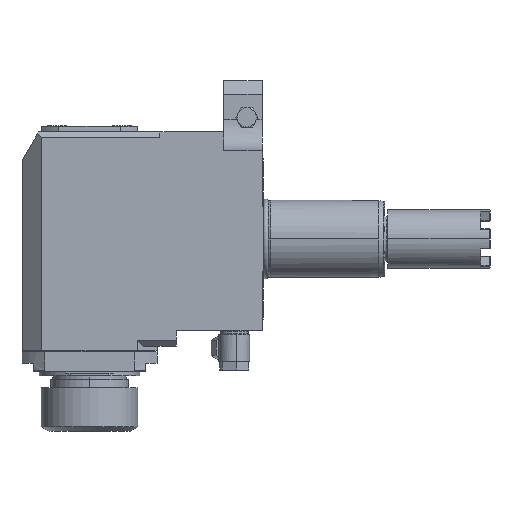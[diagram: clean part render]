
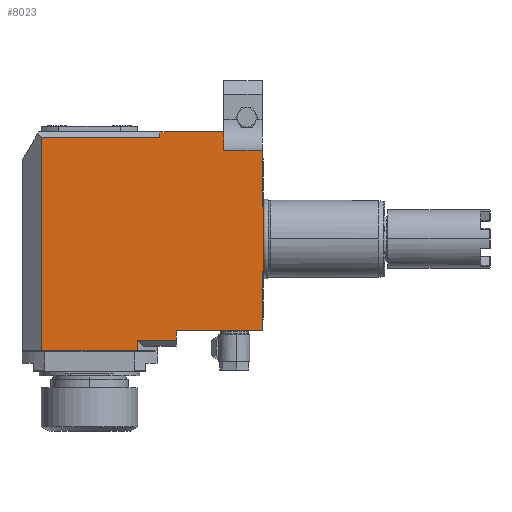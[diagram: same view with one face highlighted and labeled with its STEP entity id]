
A CAD part, front view. The second image highlights one B-rep face of the part: STEP entity #8023.
In plain terms, the highlighted planar face has unit normal (0, -1, 0).
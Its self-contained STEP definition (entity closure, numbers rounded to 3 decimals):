
#1158=DIRECTION('',(-1.,0.,0.));
#1159=VECTOR('',#1158,33.);
#1160=CARTESIAN_POINT('',(-20.5,-38.,55.5));
#1161=LINE('',#1160,#1159);
#1206=DIRECTION('',(0.,0.,-1.));
#1207=VECTOR('',#1206,3.);
#1208=CARTESIAN_POINT('',(-53.5,-38.,55.5));
#1209=LINE('',#1208,#1207);
#1210=DIRECTION('',(1.,0.,0.));
#1211=VECTOR('',#1210,61.312);
#1212=CARTESIAN_POINT('',(-114.812,-38.,52.5));
#1213=LINE('',#1212,#1211);
#1226=DIRECTION('',(-1.,0.,0.));
#1227=VECTOR('',#1226,44.5);
#1228=CARTESIAN_POINT('',(-0.5,-38.,-47.5));
#1229=LINE('',#1228,#1227);
#1230=DIRECTION('',(1.,0.,0.));
#1231=VECTOR('',#1230,20.188);
#1232=CARTESIAN_POINT('',(-65.188,-38.,-52.5));
#1233=LINE('',#1232,#1231);
#1234=DIRECTION('',(0.,0.,-1.));
#1235=VECTOR('',#1234,110.5);
#1236=CARTESIAN_POINT('',(-114.812,-38.,52.5));
#1237=LINE('',#1236,#1235);
#1238=DIRECTION('',(0.,0.,1.));
#1239=VECTOR('',#1238,9.5);
#1240=CARTESIAN_POINT('',(-20.5,-38.,46.));
#1241=LINE('',#1240,#1239);
#1242=DIRECTION('',(1.,0.,0.));
#1243=VECTOR('',#1242,20.);
#1244=CARTESIAN_POINT('',(-20.5,-38.,46.));
#1245=LINE('',#1244,#1243);
#1246=DIRECTION('',(0.,0.,-1.));
#1247=VECTOR('',#1246,29.319);
#1248=CARTESIAN_POINT('',(-0.5,-38.,46.));
#1249=LINE('',#1248,#1247);
#1250=DIRECTION('',(-1.,0.,0.));
#1251=VECTOR('',#1250,0.5);
#1252=CARTESIAN_POINT('',(0.,-38.,16.681));
#1253=LINE('',#1252,#1251);
#1254=DIRECTION('',(0.,0.,1.));
#1255=VECTOR('',#1254,33.362);
#1256=CARTESIAN_POINT('',(0.,-38.,-16.681));
#1257=LINE('',#1256,#1255);
#1258=DIRECTION('',(-1.,0.,0.));
#1259=VECTOR('',#1258,0.5);
#1260=CARTESIAN_POINT('',(0.,-38.,-16.681));
#1261=LINE('',#1260,#1259);
#1262=DIRECTION('',(0.,0.,1.));
#1263=VECTOR('',#1262,30.819);
#1264=CARTESIAN_POINT('',(-0.5,-38.,-47.5));
#1265=LINE('',#1264,#1263);
#1304=DIRECTION('',(0.,0.,-1.));
#1305=VECTOR('',#1304,5.);
#1306=CARTESIAN_POINT('',(-45.,-38.,-47.5));
#1307=LINE('',#1306,#1305);
#1336=DIRECTION('',(0.,0.,1.));
#1337=VECTOR('',#1336,5.5);
#1338=CARTESIAN_POINT('',(-65.188,-38.,-58.));
#1339=LINE('',#1338,#1337);
#1364=DIRECTION('',(1.,0.,0.));
#1365=VECTOR('',#1364,49.625);
#1366=CARTESIAN_POINT('',(-114.812,-38.,-58.));
#1367=LINE('',#1366,#1365);
#5805=CARTESIAN_POINT('',(-0.5,-38.,-47.5));
#5807=VERTEX_POINT('',#5805);
#5808=CARTESIAN_POINT('',(-0.5,-38.,-16.681));
#5809=VERTEX_POINT('',#5808);
#5810=CARTESIAN_POINT('',(0.,-38.,-16.681));
#5811=VERTEX_POINT('',#5810);
#5812=CARTESIAN_POINT('',(0.,-38.,16.681));
#5813=CARTESIAN_POINT('',(-0.5,-38.,16.681));
#5814=VERTEX_POINT('',#5812);
#5815=VERTEX_POINT('',#5813);
#5832=CARTESIAN_POINT('',(-20.5,-38.,46.));
#5833=CARTESIAN_POINT('',(-20.5,-38.,55.5));
#5834=VERTEX_POINT('',#5832);
#5835=VERTEX_POINT('',#5833);
#5896=CARTESIAN_POINT('',(-0.5,-38.,46.));
#5897=VERTEX_POINT('',#5896);
#5908=CARTESIAN_POINT('',(-53.5,-38.,55.5));
#5909=VERTEX_POINT('',#5908);
#5912=CARTESIAN_POINT('',(-114.812,-38.,-58.));
#5914=VERTEX_POINT('',#5912);
#5924=CARTESIAN_POINT('',(-114.812,-38.,52.5));
#5926=VERTEX_POINT('',#5924);
#5940=CARTESIAN_POINT('',(-65.188,-38.,-58.));
#5942=VERTEX_POINT('',#5940);
#5948=CARTESIAN_POINT('',(-45.,-38.,-52.5));
#5950=VERTEX_POINT('',#5948);
#5954=CARTESIAN_POINT('',(-65.188,-38.,-52.5));
#5955=VERTEX_POINT('',#5954);
#5968=CARTESIAN_POINT('',(-53.5,-38.,52.5));
#5970=VERTEX_POINT('',#5968);
#5973=CARTESIAN_POINT('',(-45.,-38.,-47.5));
#5975=VERTEX_POINT('',#5973);
#7989=CARTESIAN_POINT('',(-53.5,-38.,-47.5));
#7990=DIRECTION('',(0.,-1.,0.));
#7991=DIRECTION('',(0.,0.,1.));
#7992=AXIS2_PLACEMENT_3D('',#7989,#7990,#7991);
#7993=PLANE('',#7992);
#7995=ORIENTED_EDGE('',*,*,#7994,.T.);
#7997=ORIENTED_EDGE('',*,*,#7996,.T.);
#7999=ORIENTED_EDGE('',*,*,#7998,.F.);
#8001=ORIENTED_EDGE('',*,*,#8000,.F.);
#8003=ORIENTED_EDGE('',*,*,#8002,.F.);
#8005=ORIENTED_EDGE('',*,*,#8004,.F.);
#8006=ORIENTED_EDGE('',*,*,#7979,.T.);
#8007=ORIENTED_EDGE('',*,*,#7968,.F.);
#8008=ORIENTED_EDGE('',*,*,#7937,.F.);
#8010=ORIENTED_EDGE('',*,*,#8009,.F.);
#8012=ORIENTED_EDGE('',*,*,#8011,.T.);
#8014=ORIENTED_EDGE('',*,*,#8013,.T.);
#8016=ORIENTED_EDGE('',*,*,#8015,.F.);
#8017=ORIENTED_EDGE('',*,*,#7818,.F.);
#8018=ORIENTED_EDGE('',*,*,#7841,.T.);
#8020=ORIENTED_EDGE('',*,*,#8019,.F.);
#8021=EDGE_LOOP('',(#7995,#7997,#7999,#8001,#8003,#8005,#8006,#8007,#8008,#8010,
#8012,#8014,#8016,#8017,#8018,#8020));
#8022=FACE_OUTER_BOUND('',#8021,.F.);
#8023=ADVANCED_FACE('',(#8022),#7993,.T.);
#7818=EDGE_CURVE('',#5811,#5814,#1257,.T.);
#7841=EDGE_CURVE('',#5811,#5809,#1261,.T.);
#7937=EDGE_CURVE('',#5835,#5909,#1161,.T.);
#7968=EDGE_CURVE('',#5909,#5970,#1209,.T.);
#7979=EDGE_CURVE('',#5926,#5970,#1213,.T.);
#7994=EDGE_CURVE('',#5807,#5975,#1229,.T.);
#7996=EDGE_CURVE('',#5975,#5950,#1307,.T.);
#7998=EDGE_CURVE('',#5955,#5950,#1233,.T.);
#8000=EDGE_CURVE('',#5942,#5955,#1339,.T.);
#8002=EDGE_CURVE('',#5914,#5942,#1367,.T.);
#8004=EDGE_CURVE('',#5926,#5914,#1237,.T.);
#8009=EDGE_CURVE('',#5834,#5835,#1241,.T.);
#8011=EDGE_CURVE('',#5834,#5897,#1245,.T.);
#8013=EDGE_CURVE('',#5897,#5815,#1249,.T.);
#8015=EDGE_CURVE('',#5814,#5815,#1253,.T.);
#8019=EDGE_CURVE('',#5807,#5809,#1265,.T.);
